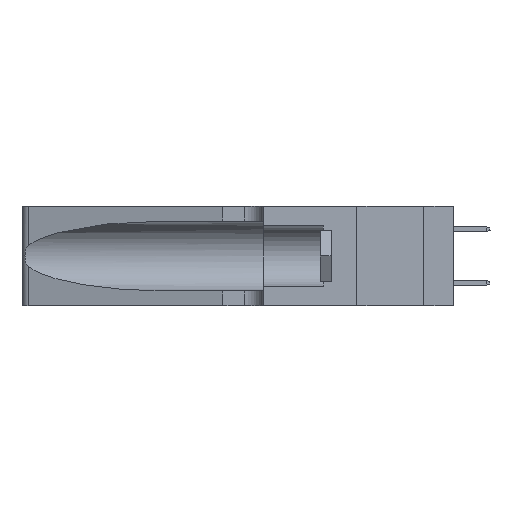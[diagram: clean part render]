
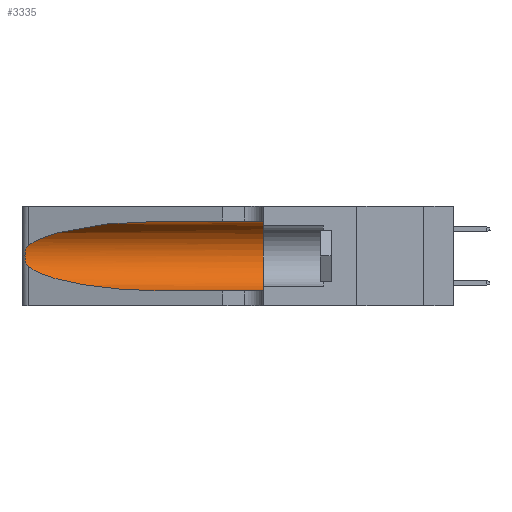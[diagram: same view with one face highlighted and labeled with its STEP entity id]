
A CAD part, left-side view. The second image highlights one B-rep face of the part: STEP entity #3335.
In plain terms, the highlighted cylindrical face has radius 3.308 mm (diameter 6.617 mm), a partial arc.
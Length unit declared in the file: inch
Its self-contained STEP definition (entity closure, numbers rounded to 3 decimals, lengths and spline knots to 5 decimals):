
#479 = CYLINDRICAL_SURFACE ( 'NONE', #4795, 0.13025 ) ;
#1389 = CARTESIAN_POINT ( 'NONE',  ( 0.25487, 1.22718, 0.22369 ) ) ;
#3335 = ADVANCED_FACE ( 'NONE', ( #21859 ), #479, .F. ) ;
#4795 = AXIS2_PLACEMENT_3D ( 'NONE', #14834, #29133, #11287 ) ;
#4937 = VERTEX_POINT ( 'NONE', #38228 ) ;
#6762 = CARTESIAN_POINT ( 'NONE',  ( 0.1305, 1.61858, 0.31525 ) ) ;
#6998 = DIRECTION ( 'NONE',  ( 0., -1., 0. ) ) ;
#7396 = ORIENTED_EDGE ( 'NONE', *, *, #16703, .T. ) ;
#7711 = CARTESIAN_POINT ( 'NONE',  ( 0.18966, 0.96281, 0.31525 ) ) ;
#8044 = VERTEX_POINT ( 'NONE', #20478 ) ;
#8671 = CARTESIAN_POINT ( 'NONE',  ( 0.25487, 1.22718, 0.14631 ) ) ;
#8884 = ORIENTED_EDGE ( 'NONE', *, *, #11475, .F. ) ;
#9126 = CARTESIAN_POINT ( 'NONE',  ( 0.25787, 1.23484, 0.2124 ) ) ;
#10012 = VERTEX_POINT ( 'NONE', #39051 ) ;
#11192 = EDGE_LOOP ( 'NONE', ( #45250, #33459, #13403, #7396, #25354, #8884 ) ) ;
#11287 = DIRECTION ( 'NONE',  ( 0., 0., -1. ) ) ;
#11475 = EDGE_CURVE ( 'NONE', #4937, #8044, #20897, .T. ) ;
#12640 = CARTESIAN_POINT ( 'NONE',  ( 0.25789, 1.23486, 0.15765 ) ) ;
#12796 =( BOUNDED_CURVE ( )  B_SPLINE_CURVE ( 3, ( #17607, #7711, #32576, #28361 ),
 .UNSPECIFIED., .F., .T. ) 
 B_SPLINE_CURVE_WITH_KNOTS ( ( 4, 4 ),
 ( 1.5708, 2.84003 ),
 .UNSPECIFIED. ) 
 CURVE ( )  GEOMETRIC_REPRESENTATION_ITEM ( )  RATIONAL_B_SPLINE_CURVE ( ( 1., 0.87, 0.87, 1. ) ) 
 REPRESENTATION_ITEM ( '' )  );
#13068 =( BOUNDED_CURVE ( )  B_SPLINE_CURVE ( 3, ( #15629, #33428, #44252, #36962 ),
 .UNSPECIFIED., .F., .T. ) 
 B_SPLINE_CURVE_WITH_KNOTS ( ( 4, 4 ),
 ( 3.44316, 4.71239 ),
 .UNSPECIFIED. ) 
 CURVE ( )  GEOMETRIC_REPRESENTATION_ITEM ( )  RATIONAL_B_SPLINE_CURVE ( ( 1., 0.87, 0.87, 1. ) ) 
 REPRESENTATION_ITEM ( '' )  );
#13403 = ORIENTED_EDGE ( 'NONE', *, *, #43623, .T. ) ;
#13613 = EDGE_CURVE ( 'NONE', #10012, #22592, #32086, .T. ) ;
#14401 = DIRECTION ( 'NONE',  ( 0., -1., 0. ) ) ;
#14834 = CARTESIAN_POINT ( 'NONE',  ( 0.1305, 1.61858, 0.185 ) ) ;
#15629 = CARTESIAN_POINT ( 'NONE',  ( 0.25487, 1.22718, 0.14631 ) ) ;
#16423 = CARTESIAN_POINT ( 'NONE',  ( 0.25639, 1.23184, 0.21858 ) ) ;
#16703 = EDGE_CURVE ( 'NONE', #36027, #21942, #17947, .T. ) ;
#17607 = CARTESIAN_POINT ( 'NONE',  ( 0.1305, 0.72297, 0.31525 ) ) ;
#17947 = LINE ( 'NONE', #38810, #28472 ) ;
#18558 = VECTOR ( 'NONE', #6998, 39.37008 ) ;
#18681 = CARTESIAN_POINT ( 'NONE',  ( 0.1305, 0.35, 0.185 ) ) ;
#19726 = CARTESIAN_POINT ( 'NONE',  ( 0.26075, 1.23896, 0.178 ) ) ;
#20478 = CARTESIAN_POINT ( 'NONE',  ( 0.1305, 0.35, 0.31525 ) ) ;
#20897 = LINE ( 'NONE', #6762, #18558 ) ;
#21579 = EDGE_CURVE ( 'NONE', #8044, #21942, #42964, .T. ) ;
#21859 = FACE_OUTER_BOUND ( 'NONE', #11192, .T. ) ;
#21942 = VERTEX_POINT ( 'NONE', #24416 ) ;
#22592 = VERTEX_POINT ( 'NONE', #37941 ) ;
#22742 = AXIS2_PLACEMENT_3D ( 'NONE', #18681, #28743, #32239 ) ;
#23457 = CARTESIAN_POINT ( 'NONE',  ( 0.25856, 1.23593, 0.16098 ) ) ;
#24416 = CARTESIAN_POINT ( 'NONE',  ( 0.1305, 0.35, 0.05475 ) ) ;
#25354 = ORIENTED_EDGE ( 'NONE', *, *, #21579, .F. ) ;
#28361 = CARTESIAN_POINT ( 'NONE',  ( 0.25487, 1.22718, 0.22369 ) ) ;
#28472 = VECTOR ( 'NONE', #14401, 39.37008 ) ;
#28743 = DIRECTION ( 'NONE',  ( 0., 1., 0. ) ) ;
#29133 = DIRECTION ( 'NONE',  ( 0., -1., 0. ) ) ;
#29812 = CARTESIAN_POINT ( 'NONE',  ( 0.26017, 1.23833, 0.17102 ) ) ;
#30957 = CARTESIAN_POINT ( 'NONE',  ( 0.1305, 0.72297, 0.05475 ) ) ;
#32086 = B_SPLINE_CURVE_WITH_KNOTS ( 'NONE', 3,
 ( #1389, #44587, #16423, #9126, #44817, #45038, #41072, #19726, #29812, #23457, #12640, #44149, #37764, #8671 ),
 .UNSPECIFIED., .F., .F.,
 ( 4, 2, 2, 2, 2, 2, 4 ),
 ( 0., 0.00027, 0.00053, 0.00107, 0.0016, 0.00187, 0.00214 ),
 .UNSPECIFIED. ) ;
#32239 = DIRECTION ( 'NONE',  ( 0., 0., 1. ) ) ;
#32576 = CARTESIAN_POINT ( 'NONE',  ( 0.2373, 1.15595, 0.28018 ) ) ;
#33428 = CARTESIAN_POINT ( 'NONE',  ( 0.2373, 1.15595, 0.08982 ) ) ;
#33459 = ORIENTED_EDGE ( 'NONE', *, *, #13613, .T. ) ;
#36027 = VERTEX_POINT ( 'NONE', #30957 ) ;
#36962 = CARTESIAN_POINT ( 'NONE',  ( 0.1305, 0.72297, 0.05475 ) ) ;
#37764 = CARTESIAN_POINT ( 'NONE',  ( 0.25555, 1.22993, 0.14849 ) ) ;
#37941 = CARTESIAN_POINT ( 'NONE',  ( 0.25487, 1.22718, 0.14631 ) ) ;
#38228 = CARTESIAN_POINT ( 'NONE',  ( 0.1305, 0.72297, 0.31525 ) ) ;
#38810 = CARTESIAN_POINT ( 'NONE',  ( 0.1305, 1.61858, 0.05475 ) ) ;
#39051 = CARTESIAN_POINT ( 'NONE',  ( 0.25487, 1.22718, 0.22369 ) ) ;
#39338 = EDGE_CURVE ( 'NONE', #4937, #10012, #12796, .T. ) ;
#41072 = CARTESIAN_POINT ( 'NONE',  ( 0.26075, 1.23896, 0.19203 ) ) ;
#42964 = CIRCLE ( 'NONE', #22742, 0.13025 ) ;
#43623 = EDGE_CURVE ( 'NONE', #22592, #36027, #13068, .T. ) ;
#44149 = CARTESIAN_POINT ( 'NONE',  ( 0.25639, 1.23186, 0.15144 ) ) ;
#44252 = CARTESIAN_POINT ( 'NONE',  ( 0.18966, 0.96281, 0.05475 ) ) ;
#44587 = CARTESIAN_POINT ( 'NONE',  ( 0.25555, 1.22994, 0.2215 ) ) ;
#44817 = CARTESIAN_POINT ( 'NONE',  ( 0.25854, 1.2359, 0.20912 ) ) ;
#45038 = CARTESIAN_POINT ( 'NONE',  ( 0.26018, 1.23835, 0.19895 ) ) ;
#45250 = ORIENTED_EDGE ( 'NONE', *, *, #39338, .T. ) ;
